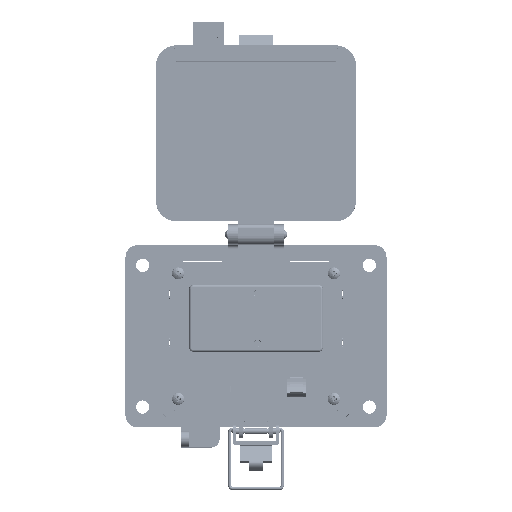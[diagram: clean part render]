
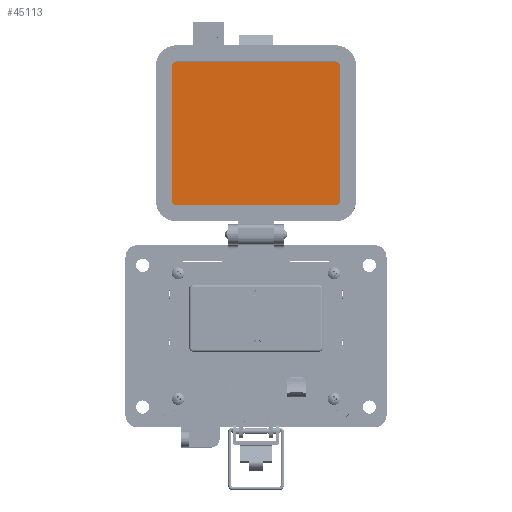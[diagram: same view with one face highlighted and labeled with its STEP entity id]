
A CAD part, top view. The second image highlights one B-rep face of the part: STEP entity #45113.
In plain terms, the highlighted planar face has unit normal (0, 0, 1).
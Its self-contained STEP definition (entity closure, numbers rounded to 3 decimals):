
#13562 = EDGE_CURVE ( 'NONE', #155938, #168559, #26290, .T. ) ;
#16765 = ORIENTED_EDGE ( 'NONE', *, *, #115804, .F. ) ;
#24115 = CIRCLE ( 'NONE', #168607, 2.299 ) ;
#26290 = LINE ( 'NONE', #101290, #147978 ) ;
#28219 = DIRECTION ( 'NONE',  ( 0., 0., -1. ) ) ;
#31020 = CARTESIAN_POINT ( 'NONE',  ( -42.469, 126.389, 19.202 ) ) ;
#36048 = AXIS2_PLACEMENT_3D ( 'NONE', #181701, #198411, #50808 ) ;
#37159 = EDGE_CURVE ( 'NONE', #130657, #155938, #177240, .T. ) ;
#37400 = LINE ( 'NONE', #58778, #55205 ) ;
#40130 = PLANE ( 'NONE',  #113369 ) ;
#40811 = CARTESIAN_POINT ( 'NONE',  ( 35.912, 128.688, 19.202 ) ) ;
#44280 = ORIENTED_EDGE ( 'NONE', *, *, #113749, .F. ) ;
#45113 = ADVANCED_FACE ( 'NONE', ( #164028 ), #40130, .T. ) ;
#48426 = CARTESIAN_POINT ( 'NONE',  ( -42.469, 60.004, 19.202 ) ) ;
#50808 = DIRECTION ( 'NONE',  ( 0., -1., 0. ) ) ;
#55205 = VECTOR ( 'NONE', #131433, 1000. ) ;
#58778 = CARTESIAN_POINT ( 'NONE',  ( -44.769, 93.196, 19.202 ) ) ;
#63972 = DIRECTION ( 'NONE',  ( 1., 0., 0. ) ) ;
#67815 = DIRECTION ( 'NONE',  ( 1., 0., 0. ) ) ;
#72221 = VERTEX_POINT ( 'NONE', #199105 ) ;
#72412 = ORIENTED_EDGE ( 'NONE', *, *, #13562, .F. ) ;
#75296 = VERTEX_POINT ( 'NONE', #139209 ) ;
#79920 = ORIENTED_EDGE ( 'NONE', *, *, #188565, .F. ) ;
#80258 = AXIS2_PLACEMENT_3D ( 'NONE', #31020, #200013, #219074 ) ;
#81865 = DIRECTION ( 'NONE',  ( 0., 0., -1. ) ) ;
#82998 = CARTESIAN_POINT ( 'NONE',  ( 35.912, 126.389, 19.202 ) ) ;
#100859 = ORIENTED_EDGE ( 'NONE', *, *, #117241, .F. ) ;
#101290 = CARTESIAN_POINT ( 'NONE',  ( 38.212, 93.196, 19.202 ) ) ;
#105963 = DIRECTION ( 'NONE',  ( -1., 0., 0. ) ) ;
#106714 = ORIENTED_EDGE ( 'NONE', *, *, #148135, .F. ) ;
#109974 = CARTESIAN_POINT ( 'NONE',  ( 38.212, 126.389, 19.202 ) ) ;
#113369 = AXIS2_PLACEMENT_3D ( 'NONE', #221132, #202085, #146201 ) ;
#113749 = EDGE_CURVE ( 'NONE', #159217, #72221, #24115, .T. ) ;
#115804 = EDGE_CURVE ( 'NONE', #168559, #145609, #222303, .T. ) ;
#117241 = EDGE_CURVE ( 'NONE', #72221, #75296, #37400, .T. ) ;
#121503 = DIRECTION ( 'NONE',  ( 0., -1., 0. ) ) ;
#123688 = VERTEX_POINT ( 'NONE', #195494 ) ;
#127819 = ORIENTED_EDGE ( 'NONE', *, *, #37159, .F. ) ;
#130657 = VERTEX_POINT ( 'NONE', #40811 ) ;
#131433 = DIRECTION ( 'NONE',  ( 0., 1., 0. ) ) ;
#139209 = CARTESIAN_POINT ( 'NONE',  ( -44.769, 126.389, 19.202 ) ) ;
#145593 = VECTOR ( 'NONE', #67815, 1000. ) ;
#145609 = VERTEX_POINT ( 'NONE', #224524 ) ;
#146201 = DIRECTION ( 'NONE',  ( -1., 0., 0. ) ) ;
#147978 = VECTOR ( 'NONE', #121503, 1000. ) ;
#148135 = EDGE_CURVE ( 'NONE', #123688, #130657, #159509, .T. ) ;
#155938 = VERTEX_POINT ( 'NONE', #109974 ) ;
#159217 = VERTEX_POINT ( 'NONE', #203183 ) ;
#159509 = LINE ( 'NONE', #197529, #145593 ) ;
#164028 = FACE_OUTER_BOUND ( 'NONE', #217310, .T. ) ;
#168559 = VERTEX_POINT ( 'NONE', #194655 ) ;
#168607 = AXIS2_PLACEMENT_3D ( 'NONE', #48426, #81865, #63972 ) ;
#173511 = AXIS2_PLACEMENT_3D ( 'NONE', #82998, #28219, #194830 ) ;
#177240 = CIRCLE ( 'NONE', #173511, 2.299 ) ;
#181701 = CARTESIAN_POINT ( 'NONE',  ( 35.912, 60.004, 19.202 ) ) ;
#182701 = VECTOR ( 'NONE', #105963, 1000. ) ;
#188565 = EDGE_CURVE ( 'NONE', #145609, #159217, #196431, .T. ) ;
#189443 = EDGE_CURVE ( 'NONE', #75296, #123688, #224178, .T. ) ;
#194655 = CARTESIAN_POINT ( 'NONE',  ( 38.212, 60.004, 19.202 ) ) ;
#194830 = DIRECTION ( 'NONE',  ( 1., 0., 0. ) ) ;
#195494 = CARTESIAN_POINT ( 'NONE',  ( -42.469, 128.688, 19.202 ) ) ;
#196431 = LINE ( 'NONE', #219036, #182701 ) ;
#197529 = CARTESIAN_POINT ( 'NONE',  ( -3.279, 128.688, 19.202 ) ) ;
#198411 = DIRECTION ( 'NONE',  ( 0., 0., -1. ) ) ;
#199105 = CARTESIAN_POINT ( 'NONE',  ( -44.769, 60.004, 19.202 ) ) ;
#200013 = DIRECTION ( 'NONE',  ( 0., 0., -1. ) ) ;
#202085 = DIRECTION ( 'NONE',  ( 0., 0., 1. ) ) ;
#203183 = CARTESIAN_POINT ( 'NONE',  ( -42.469, 57.705, 19.202 ) ) ;
#205997 = ORIENTED_EDGE ( 'NONE', *, *, #189443, .F. ) ;
#217310 = EDGE_LOOP ( 'NONE', ( #16765, #72412, #127819, #106714, #205997, #100859, #44280, #79920 ) ) ;
#219036 = CARTESIAN_POINT ( 'NONE',  ( -3.279, 57.705, 19.202 ) ) ;
#219074 = DIRECTION ( 'NONE',  ( 0., -1., 0. ) ) ;
#221132 = CARTESIAN_POINT ( 'NONE',  ( 39.871, 130.108, 19.202 ) ) ;
#222303 = CIRCLE ( 'NONE', #36048, 2.299 ) ;
#224178 = CIRCLE ( 'NONE', #80258, 2.299 ) ;
#224524 = CARTESIAN_POINT ( 'NONE',  ( 35.912, 57.705, 19.202 ) ) ;
